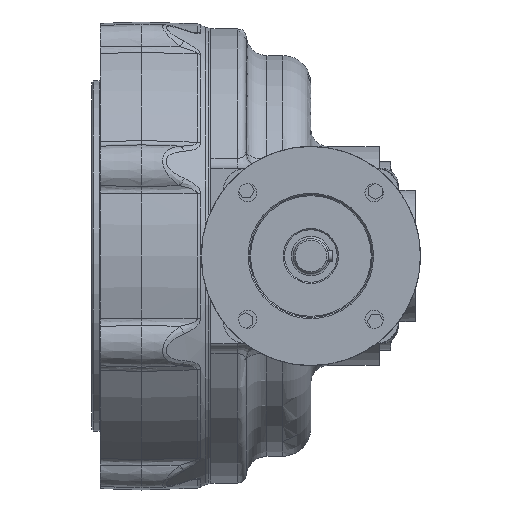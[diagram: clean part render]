
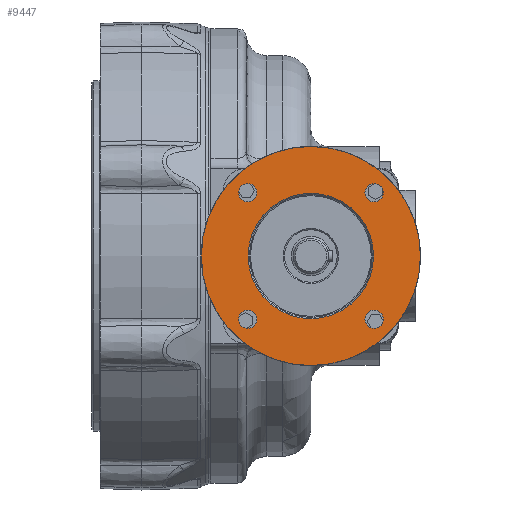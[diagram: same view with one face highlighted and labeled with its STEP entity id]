
A CAD part, left-side view. The second image highlights one B-rep face of the part: STEP entity #9447.
In plain terms, the highlighted planar face has unit normal (-1, 0, 0).
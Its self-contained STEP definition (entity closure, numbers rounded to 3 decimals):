
#1550=PLANE('',#9996);
#2072=ORIENTED_EDGE('',*,*,#3671,.T.);
#2073=ORIENTED_EDGE('',*,*,#3691,.F.);
#2074=ORIENTED_EDGE('',*,*,#3693,.F.);
#2075=ORIENTED_EDGE('',*,*,#3695,.F.);
#2076=ORIENTED_EDGE('',*,*,#3697,.F.);
#2077=ORIENTED_EDGE('',*,*,#3810,.T.);
#3671=EDGE_CURVE('',#4783,#4783,#5607,.T.);
#3691=EDGE_CURVE('',#4803,#4803,#5619,.T.);
#3693=EDGE_CURVE('',#4805,#4805,#5621,.T.);
#3695=EDGE_CURVE('',#4807,#4807,#5623,.T.);
#3697=EDGE_CURVE('',#4809,#4809,#5625,.T.);
#3810=EDGE_CURVE('',#4890,#4890,#5674,.T.);
#4783=VERTEX_POINT('',#12692);
#4803=VERTEX_POINT('',#12738);
#4805=VERTEX_POINT('',#12743);
#4807=VERTEX_POINT('',#12748);
#4809=VERTEX_POINT('',#12753);
#4890=VERTEX_POINT('',#13694);
#5607=CIRCLE('',#9902,35.775);
#5619=CIRCLE('',#9920,5.25);
#5621=CIRCLE('',#9923,5.25);
#5623=CIRCLE('',#9926,5.25);
#5625=CIRCLE('',#9929,5.25);
#5674=CIRCLE('',#9997,62.5);
#6063=EDGE_LOOP('',(#2072));
#6064=EDGE_LOOP('',(#2073));
#6065=EDGE_LOOP('',(#2074));
#6066=EDGE_LOOP('',(#2075));
#6067=EDGE_LOOP('',(#2076));
#6068=EDGE_LOOP('',(#2077));
#6648=FACE_BOUND('',#6063,.T.);
#6649=FACE_BOUND('',#6064,.T.);
#6650=FACE_BOUND('',#6065,.T.);
#6651=FACE_BOUND('',#6066,.T.);
#6652=FACE_BOUND('',#6067,.T.);
#6653=FACE_BOUND('',#6068,.T.);
#9447=ADVANCED_FACE('',(#6648,#6649,#6650,#6651,#6652,#6653),#1550,.F.);
#9902=AXIS2_PLACEMENT_3D('',#12691,#10726,#10727);
#9920=AXIS2_PLACEMENT_3D('',#12737,#10770,#10771);
#9923=AXIS2_PLACEMENT_3D('',#12742,#10776,#10777);
#9926=AXIS2_PLACEMENT_3D('',#12747,#10782,#10783);
#9929=AXIS2_PLACEMENT_3D('',#12752,#10788,#10789);
#9996=AXIS2_PLACEMENT_3D('',#13692,#10946,#10947);
#9997=AXIS2_PLACEMENT_3D('',#13693,#10948,#10949);
#10726=DIRECTION('',(1.,0.,0.));
#10727=DIRECTION('',(0.,-1.,0.));
#10770=DIRECTION('',(-1.,0.,0.));
#10771=DIRECTION('',(0.,1.,0.));
#10776=DIRECTION('',(-1.,0.,0.));
#10777=DIRECTION('',(0.,0.,1.));
#10782=DIRECTION('',(-1.,0.,0.));
#10783=DIRECTION('',(0.,-1.,0.));
#10788=DIRECTION('',(-1.,0.,0.));
#10789=DIRECTION('',(0.,0.,-1.));
#10946=DIRECTION('',(1.,0.,0.));
#10947=DIRECTION('',(0.,-1.,0.));
#10948=DIRECTION('',(-1.,0.,0.));
#10949=DIRECTION('',(0.,1.,0.));
#12691=CARTESIAN_POINT('',(-200.025,-57.,0.));
#12692=CARTESIAN_POINT('',(-200.025,-92.775,0.));
#12737=CARTESIAN_POINT('',(-200.025,-20.938,-36.062));
#12738=CARTESIAN_POINT('',(-200.025,-15.688,-36.062));
#12742=CARTESIAN_POINT('',(-200.025,-20.938,36.062));
#12743=CARTESIAN_POINT('',(-200.025,-20.938,41.312));
#12747=CARTESIAN_POINT('',(-200.025,-93.062,36.062));
#12748=CARTESIAN_POINT('',(-200.025,-98.312,36.062));
#12752=CARTESIAN_POINT('',(-200.025,-93.062,-36.062));
#12753=CARTESIAN_POINT('',(-200.025,-93.062,-41.312));
#13692=CARTESIAN_POINT('',(-200.025,-57.,-62.5));
#13693=CARTESIAN_POINT('',(-200.025,-57.,0.));
#13694=CARTESIAN_POINT('',(-200.025,5.5,0.));
